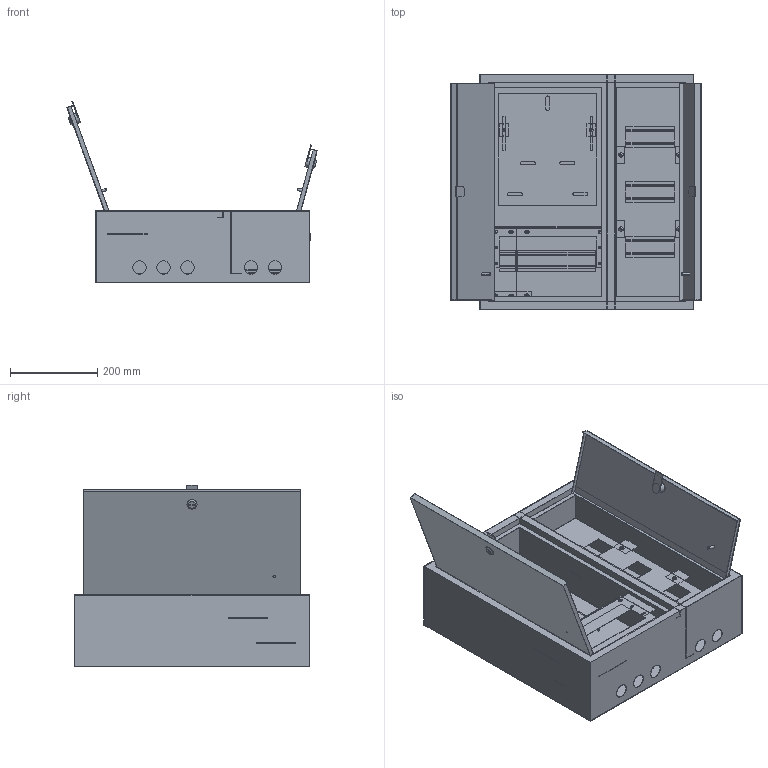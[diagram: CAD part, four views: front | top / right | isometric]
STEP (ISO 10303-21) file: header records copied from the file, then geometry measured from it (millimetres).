
FILE_DESCRIPTION (( 'STEP AP214' ), '1' );
FILE_NAME ('ShURN_3_30-1-z.STEP', '2017-01-12T06:09:37', ( 'user' ), ( '' ), 'SwSTEP 2.0', 'SolidWorks 2014', '' );
FILE_SCHEMA (( 'AUTOMOTIVE_DESIGN' ));
Length unit declared in the file: millimetre
Products named in the file (13): DIN-Reika_18 ｢箘ｬ箘｢; Panel_Lev_-00; Panel_D; ShURN_3_30-1-z; SC GOST 17473_gost_‚¨­â A.M6x16 ƒŽ‘’ 17473-80; Panel_Prav_-00; SC GOST 17473_gost_‚¨­â A.M5x10 ƒŽ‘’ 17473-80; SC GOST 17473_gost_‚¨­â A.M4x10 ƒŽ‘’ 17473-80; Dver_SHURN_｡･ｧ ｮｪｭ; Dver_SHURN_3; Panel_-01; Obolochka_SHURN_3_30_1; DIN-Reika_12 ｬｮ､罩･ｩ
Assembly tree (31 placements, depth 2):
  ShURN_3_30-1-z
    Obolochka_SHURN_3_30_1
    Dver_SHURN_3
    Panel_-01
    SC GOST 17473_gost_‚¨­â A.M4x10 ƒŽ‘’ 17473-80  x6
    SC GOST 17473_gost_‚¨­â A.M5x10 ƒŽ‘’ 17473-80  x10
    Panel_Lev_-00
    Panel_Prav_-00
    DIN-Reika_18 ｢箘ｬ箘｢
    SC GOST 17473_gost_‚¨­â A.M6x16 ƒŽ‘’ 17473-80  x4
    Panel_D
    Dver_SHURN_｡･ｧ ｮｪｭ
    DIN-Reika_12 ｬｮ､罩･ｩ  x3
Bounding box: 573.57 x 540 x 416.14 mm (x, y, z)
Volume: 1297396.9 mm3; surface area: 2581521.7 mm2
Topology: 36 solids, 36 shells, 804 faces, 1940 edges, 1248 vertices
Faces by surface type: plane 526, cylinder 230, sphere 40, cone 8
Entity records: 18247 total; most frequent: DIRECTION 3046, CARTESIAN_POINT 3007, ORIENTED_EDGE 2916, EDGE_CURVE 1458, LINE 1072, VECTOR 1072, AXIS2_PLACEMENT_3D 987, VERTEX_POINT 948
